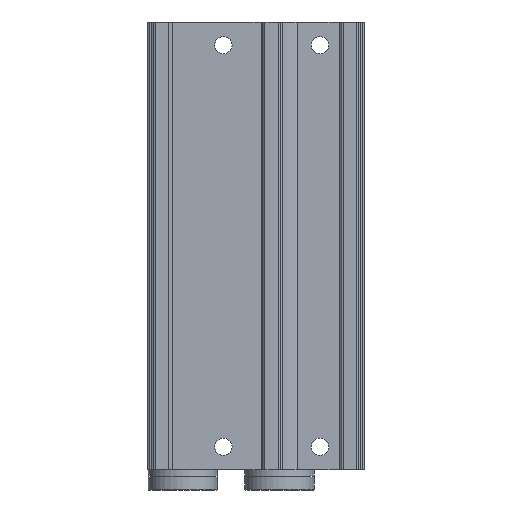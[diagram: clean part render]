
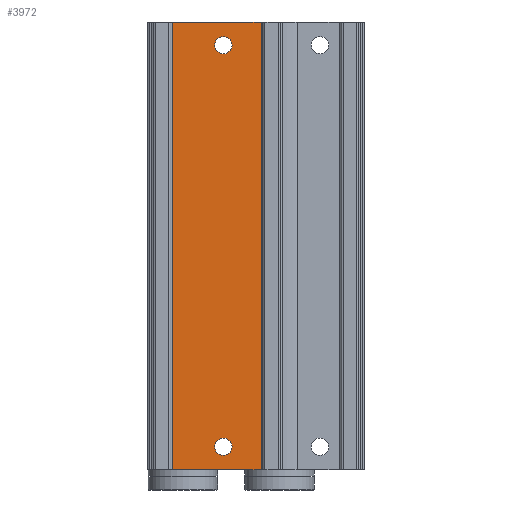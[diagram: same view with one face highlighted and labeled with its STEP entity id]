
A CAD part, front view. The second image highlights one B-rep face of the part: STEP entity #3972.
In plain terms, the highlighted planar face has unit normal (0, -1, 0).
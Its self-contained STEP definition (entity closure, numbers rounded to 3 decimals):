
#151=PLANE('',#4297);
#282=CIRCLE('',#4298,2.25);
#283=CIRCLE('',#4299,2.25);
#575=ORIENTED_EDGE('',*,*,#1625,.F.);
#576=ORIENTED_EDGE('',*,*,#1626,.F.);
#577=ORIENTED_EDGE('',*,*,#1627,.F.);
#578=ORIENTED_EDGE('',*,*,#1624,.F.);
#579=ORIENTED_EDGE('',*,*,#1628,.T.);
#580=ORIENTED_EDGE('',*,*,#1629,.T.);
#1624=EDGE_CURVE('',#2144,#2143,#2527,.T.);
#1625=EDGE_CURVE('',#2145,#2145,#282,.T.);
#1626=EDGE_CURVE('',#2146,#2146,#283,.T.);
#1627=EDGE_CURVE('',#2143,#2147,#2528,.T.);
#1628=EDGE_CURVE('',#2144,#2148,#2529,.T.);
#1629=EDGE_CURVE('',#2148,#2147,#2530,.T.);
#2143=VERTEX_POINT('',#6328);
#2144=VERTEX_POINT('',#6330);
#2145=VERTEX_POINT('',#6334);
#2146=VERTEX_POINT('',#6336);
#2147=VERTEX_POINT('',#6338);
#2148=VERTEX_POINT('',#6340);
#2527=LINE('',#6331,#2806);
#2528=LINE('',#6337,#2807);
#2529=LINE('',#6339,#2808);
#2530=LINE('',#6341,#2809);
#2806=VECTOR('',#4856,1000.);
#2807=VECTOR('',#4863,1000.);
#2808=VECTOR('',#4864,1000.);
#2809=VECTOR('',#4865,1000.);
#3085=EDGE_LOOP('',(#575));
#3086=EDGE_LOOP('',(#576));
#3087=EDGE_LOOP('',(#577,#578,#579,#580));
#3484=FACE_BOUND('',#3085,.T.);
#3485=FACE_BOUND('',#3086,.T.);
#3486=FACE_BOUND('',#3087,.T.);
#3972=ADVANCED_FACE('',(#3484,#3485,#3486),#151,.T.);
#4297=AXIS2_PLACEMENT_3D('',#6332,#4857,#4858);
#4298=AXIS2_PLACEMENT_3D('',#6333,#4859,#4860);
#4299=AXIS2_PLACEMENT_3D('',#6335,#4861,#4862);
#4856=DIRECTION('',(0.,0.,1.));
#4857=DIRECTION('',(0.,-1.,0.));
#4858=DIRECTION('',(0.,0.,-1.));
#4859=DIRECTION('',(0.,-1.,0.));
#4860=DIRECTION('',(0.,0.,-1.));
#4861=DIRECTION('',(0.,-1.,0.));
#4862=DIRECTION('',(0.,0.,-1.));
#4863=DIRECTION('',(1.,0.,0.));
#4864=DIRECTION('',(1.,0.,0.));
#4865=DIRECTION('',(0.,0.,1.));
#6328=CARTESIAN_POINT('',(-27.6,6.5,0.));
#6330=CARTESIAN_POINT('',(-27.6,6.5,-116.));
#6331=CARTESIAN_POINT('',(-27.6,6.5,-116.));
#6332=CARTESIAN_POINT('',(-27.6,6.5,-116.));
#6333=CARTESIAN_POINT('',(-14.5,6.5,-110.));
#6334=CARTESIAN_POINT('',(-14.5,6.5,-112.25));
#6335=CARTESIAN_POINT('',(-14.5,6.5,-6.));
#6336=CARTESIAN_POINT('',(-14.5,6.5,-8.25));
#6337=CARTESIAN_POINT('',(-27.6,6.5,0.));
#6338=CARTESIAN_POINT('',(-4.75,6.5,0.));
#6339=CARTESIAN_POINT('',(-27.6,6.5,-116.));
#6340=CARTESIAN_POINT('',(-4.75,6.5,-116.));
#6341=CARTESIAN_POINT('',(-4.75,6.5,-116.));
